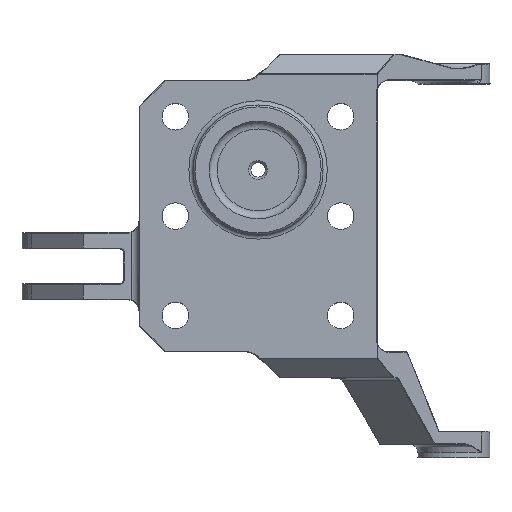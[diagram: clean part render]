
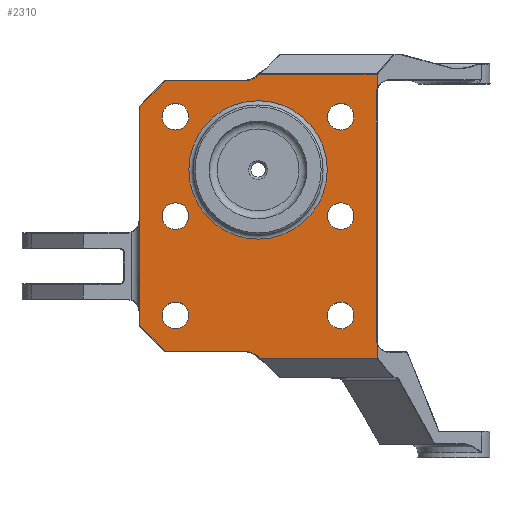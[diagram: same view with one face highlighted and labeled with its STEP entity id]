
A CAD part, top view. The second image highlights one B-rep face of the part: STEP entity #2310.
In plain terms, the highlighted planar face has unit normal (0, 0, 1).
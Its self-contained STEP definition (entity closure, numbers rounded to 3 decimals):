
#2178=ELLIPSE('',#5904,0.422,0.254);
#2179=ELLIPSE('',#5905,6.825,4.826);
#2180=ELLIPSE('',#5906,6.825,4.826);
#2181=ELLIPSE('',#5907,0.422,0.254);
#2223=FACE_BOUND('',#2855,.T.);
#2224=FACE_BOUND('',#2856,.T.);
#2225=FACE_BOUND('',#2857,.T.);
#2226=FACE_BOUND('',#2858,.T.);
#2227=FACE_BOUND('',#2859,.T.);
#2228=FACE_BOUND('',#2860,.T.);
#2229=FACE_BOUND('',#2861,.T.);
#2230=FACE_BOUND('',#2862,.T.);
#2310=ADVANCED_FACE('',(#2223,#2224,#2225,#2226,#2227,#2228,#2229,#2230),
#2576,.T.);
#2576=PLANE('',#5914);
#2855=EDGE_LOOP('',(#3482));
#2856=EDGE_LOOP('',(#3483,#3484,#3485,#3486,#3487,#3488,#3489,#3490,#3491,
#3492,#3493,#3494,#3495,#3496,#3497,#3498));
#2857=EDGE_LOOP('',(#3499));
#2858=EDGE_LOOP('',(#3500));
#2859=EDGE_LOOP('',(#3501));
#2860=EDGE_LOOP('',(#3502));
#2861=EDGE_LOOP('',(#3503));
#2862=EDGE_LOOP('',(#3504));
#3163=CIRCLE('',#5901,27.019);
#3164=CIRCLE('',#5902,4.826);
#3165=CIRCLE('',#5903,4.826);
#3166=CIRCLE('',#5908,5.188);
#3167=CIRCLE('',#5909,5.188);
#3168=CIRCLE('',#5910,5.188);
#3169=CIRCLE('',#5911,5.188);
#3170=CIRCLE('',#5912,5.188);
#3171=CIRCLE('',#5913,5.188);
#3482=ORIENTED_EDGE('',*,*,#4945,.T.);
#3483=ORIENTED_EDGE('',*,*,#4908,.T.);
#3484=ORIENTED_EDGE('',*,*,#4946,.T.);
#3485=ORIENTED_EDGE('',*,*,#4947,.T.);
#3486=ORIENTED_EDGE('',*,*,#4948,.T.);
#3487=ORIENTED_EDGE('',*,*,#4949,.F.);
#3488=ORIENTED_EDGE('',*,*,#4950,.T.);
#3489=ORIENTED_EDGE('',*,*,#4951,.T.);
#3490=ORIENTED_EDGE('',*,*,#4952,.T.);
#3491=ORIENTED_EDGE('',*,*,#4953,.T.);
#3492=ORIENTED_EDGE('',*,*,#4954,.T.);
#3493=ORIENTED_EDGE('',*,*,#4955,.T.);
#3494=ORIENTED_EDGE('',*,*,#4956,.T.);
#3495=ORIENTED_EDGE('',*,*,#4957,.T.);
#3496=ORIENTED_EDGE('',*,*,#4958,.T.);
#3497=ORIENTED_EDGE('',*,*,#4959,.T.);
#3498=ORIENTED_EDGE('',*,*,#4960,.T.);
#3499=ORIENTED_EDGE('',*,*,#4961,.F.);
#3500=ORIENTED_EDGE('',*,*,#4962,.F.);
#3501=ORIENTED_EDGE('',*,*,#4963,.F.);
#3502=ORIENTED_EDGE('',*,*,#4964,.F.);
#3503=ORIENTED_EDGE('',*,*,#4965,.F.);
#3504=ORIENTED_EDGE('',*,*,#4966,.F.);
#4581=VERTEX_POINT('',#7795);
#4582=VERTEX_POINT('',#7797);
#4618=VERTEX_POINT('',#7898);
#4619=VERTEX_POINT('',#7900);
#4620=VERTEX_POINT('',#7902);
#4621=VERTEX_POINT('',#7904);
#4622=VERTEX_POINT('',#7906);
#4623=VERTEX_POINT('',#7908);
#4624=VERTEX_POINT('',#7910);
#4625=VERTEX_POINT('',#7912);
#4626=VERTEX_POINT('',#7914);
#4627=VERTEX_POINT('',#7916);
#4628=VERTEX_POINT('',#7918);
#4629=VERTEX_POINT('',#7920);
#4630=VERTEX_POINT('',#7922);
#4631=VERTEX_POINT('',#7924);
#4632=VERTEX_POINT('',#7926);
#4633=VERTEX_POINT('',#7929);
#4634=VERTEX_POINT('',#7931);
#4635=VERTEX_POINT('',#7933);
#4636=VERTEX_POINT('',#7935);
#4637=VERTEX_POINT('',#7937);
#4638=VERTEX_POINT('',#7939);
#4908=EDGE_CURVE('',#4582,#4581,#5465,.T.);
#4945=EDGE_CURVE('',#4618,#4618,#3163,.T.);
#4946=EDGE_CURVE('',#4581,#4619,#3164,.T.);
#4947=EDGE_CURVE('',#4619,#4620,#5497,.T.);
#4948=EDGE_CURVE('',#4620,#4621,#3165,.T.);
#4949=EDGE_CURVE('',#4622,#4621,#5498,.T.);
#4950=EDGE_CURVE('',#4622,#4623,#2178,.T.);
#4951=EDGE_CURVE('',#4623,#4624,#5499,.T.);
#4952=EDGE_CURVE('',#4624,#4625,#2179,.T.);
#4953=EDGE_CURVE('',#4625,#4626,#5500,.T.);
#4954=EDGE_CURVE('',#4626,#4627,#5501,.T.);
#4955=EDGE_CURVE('',#4627,#4628,#5502,.T.);
#4956=EDGE_CURVE('',#4628,#4629,#5503,.T.);
#4957=EDGE_CURVE('',#4629,#4630,#5504,.T.);
#4958=EDGE_CURVE('',#4630,#4631,#2180,.T.);
#4959=EDGE_CURVE('',#4631,#4632,#5505,.T.);
#4960=EDGE_CURVE('',#4632,#4582,#2181,.T.);
#4961=EDGE_CURVE('',#4633,#4633,#3166,.T.);
#4962=EDGE_CURVE('',#4634,#4634,#3167,.T.);
#4963=EDGE_CURVE('',#4635,#4635,#3168,.T.);
#4964=EDGE_CURVE('',#4636,#4636,#3169,.T.);
#4965=EDGE_CURVE('',#4637,#4637,#3170,.T.);
#4966=EDGE_CURVE('',#4638,#4638,#3171,.T.);
#5465=LINE('',#7796,#5683);
#5497=LINE('',#7901,#5715);
#5498=LINE('',#7905,#5716);
#5499=LINE('',#7909,#5717);
#5500=LINE('',#7913,#5718);
#5501=LINE('',#7915,#5719);
#5502=LINE('',#7917,#5720);
#5503=LINE('',#7919,#5721);
#5504=LINE('',#7921,#5722);
#5505=LINE('',#7925,#5723);
#5683=VECTOR('',#6459,1.);
#5715=VECTOR('',#6517,1.);
#5716=VECTOR('',#6520,1.);
#5717=VECTOR('',#6523,1.);
#5718=VECTOR('',#6526,1.);
#5719=VECTOR('',#6527,1.);
#5720=VECTOR('',#6528,1.);
#5721=VECTOR('',#6529,1.);
#5722=VECTOR('',#6530,1.);
#5723=VECTOR('',#6533,1.);
#5901=AXIS2_PLACEMENT_3D('',#7897,#6513,#6514);
#5902=AXIS2_PLACEMENT_3D('',#7899,#6515,#6516);
#5903=AXIS2_PLACEMENT_3D('',#7903,#6518,#6519);
#5904=AXIS2_PLACEMENT_3D('',#7907,#6521,#6522);
#5905=AXIS2_PLACEMENT_3D('',#7911,#6524,#6525);
#5906=AXIS2_PLACEMENT_3D('',#7923,#6531,#6532);
#5907=AXIS2_PLACEMENT_3D('',#7927,#6534,#6535);
#5908=AXIS2_PLACEMENT_3D('',#7928,#6536,#6537);
#5909=AXIS2_PLACEMENT_3D('',#7930,#6538,#6539);
#5910=AXIS2_PLACEMENT_3D('',#7932,#6540,#6541);
#5911=AXIS2_PLACEMENT_3D('',#7934,#6542,#6543);
#5912=AXIS2_PLACEMENT_3D('',#7936,#6544,#6545);
#5913=AXIS2_PLACEMENT_3D('',#7938,#6546,#6547);
#5914=AXIS2_PLACEMENT_3D('',#7940,#6548,#6549);
#6459=DIRECTION('',(0.,1.,0.));
#6513=DIRECTION('',(0.,0.,-1.));
#6514=DIRECTION('',(1.,0.,0.));
#6515=DIRECTION('',(0.,0.,-1.));
#6516=DIRECTION('',(1.,0.,0.));
#6517=DIRECTION('',(0.,1.,0.));
#6518=DIRECTION('',(0.,0.,-1.));
#6519=DIRECTION('',(1.,0.,0.));
#6520=DIRECTION('',(0.,-1.,0.));
#6521=DIRECTION('',(0.,0.,1.));
#6522=DIRECTION('',(0.656,0.755,0.));
#6523=DIRECTION('',(-1.,0.,0.));
#6524=DIRECTION('',(0.,0.,-1.));
#6525=DIRECTION('',(1.,0.,0.));
#6526=DIRECTION('',(-1.,0.,0.));
#6527=DIRECTION('',(-0.707,-0.707,0.));
#6528=DIRECTION('',(0.,-1.,0.));
#6529=DIRECTION('',(0.707,-0.707,0.));
#6530=DIRECTION('',(1.,0.,0.));
#6531=DIRECTION('',(0.,0.,-1.));
#6532=DIRECTION('',(-1.,0.,0.));
#6533=DIRECTION('',(1.,0.,0.));
#6534=DIRECTION('',(0.,0.,1.));
#6535=DIRECTION('',(-0.656,0.755,0.));
#6536=DIRECTION('',(0.,0.,1.));
#6537=DIRECTION('',(1.,0.,0.));
#6538=DIRECTION('',(0.,0.,1.));
#6539=DIRECTION('',(1.,0.,0.));
#6540=DIRECTION('',(0.,0.,1.));
#6541=DIRECTION('',(1.,0.,0.));
#6542=DIRECTION('',(0.,0.,1.));
#6543=DIRECTION('',(1.,0.,0.));
#6544=DIRECTION('',(0.,0.,1.));
#6545=DIRECTION('',(1.,0.,0.));
#6546=DIRECTION('',(0.,0.,1.));
#6547=DIRECTION('',(1.,0.,0.));
#6548=DIRECTION('',(0.,0.,1.));
#6549=DIRECTION('',(1.,0.,0.));
#7795=CARTESIAN_POINT('',(0.,-49.996,0.));
#7796=CARTESIAN_POINT('',(0.,-129.223,0.));
#7797=CARTESIAN_POINT('',(0.,-55.37,0.));
#7897=CARTESIAN_POINT('',(-46.482,18.021,0.));
#7898=CARTESIAN_POINT('',(-19.463,18.021,0.));
#7899=CARTESIAN_POINT('',(4.572,-48.451,0.));
#7900=CARTESIAN_POINT('',(-0.254,-48.451,0.));
#7901=CARTESIAN_POINT('',(-0.254,48.451,0.));
#7902=CARTESIAN_POINT('',(-0.254,48.451,0.));
#7903=CARTESIAN_POINT('',(4.572,48.451,0.));
#7904=CARTESIAN_POINT('',(0.,49.996,0.));
#7905=CARTESIAN_POINT('',(0.,58.103,0.));
#7906=CARTESIAN_POINT('',(0.,55.37,0.));
#7907=CARTESIAN_POINT('',(-0.337,55.203,0.));
#7908=CARTESIAN_POINT('',(-0.015,55.457,0.));
#7909=CARTESIAN_POINT('',(-135.827,55.457,0.));
#7910=CARTESIAN_POINT('',(-46.024,55.457,0.));
#7911=CARTESIAN_POINT('',(-52.143,57.595,0.));
#7912=CARTESIAN_POINT('',(-52.143,52.769,0.));
#7913=CARTESIAN_POINT('',(-82.804,52.769,0.));
#7914=CARTESIAN_POINT('',(-82.699,52.769,0.));
#7915=CARTESIAN_POINT('',(-92.784,42.683,0.));
#7916=CARTESIAN_POINT('',(-92.71,42.757,0.));
#7917=CARTESIAN_POINT('',(-92.71,-42.863,0.));
#7918=CARTESIAN_POINT('',(-92.71,-42.757,0.));
#7919=CARTESIAN_POINT('',(-135.647,0.18,0.));
#7920=CARTESIAN_POINT('',(-82.699,-52.769,0.));
#7921=CARTESIAN_POINT('',(-52.397,-52.769,0.));
#7922=CARTESIAN_POINT('',(-52.143,-52.769,0.));
#7923=CARTESIAN_POINT('',(-52.143,-57.595,0.));
#7924=CARTESIAN_POINT('',(-46.024,-55.457,0.));
#7925=CARTESIAN_POINT('',(-135.827,-55.457,0.));
#7926=CARTESIAN_POINT('',(-0.015,-55.457,0.));
#7927=CARTESIAN_POINT('',(-0.337,-55.203,0.));
#7928=CARTESIAN_POINT('',(-78.74,-38.811,0.));
#7929=CARTESIAN_POINT('',(-73.552,-38.811,0.));
#7930=CARTESIAN_POINT('',(-78.74,-0.013,0.));
#7931=CARTESIAN_POINT('',(-73.552,-0.013,0.));
#7932=CARTESIAN_POINT('',(-78.74,38.786,0.));
#7933=CARTESIAN_POINT('',(-73.552,38.786,0.));
#7934=CARTESIAN_POINT('',(-14.224,-38.811,0.));
#7935=CARTESIAN_POINT('',(-9.036,-38.811,0.));
#7936=CARTESIAN_POINT('',(-14.224,-0.013,0.));
#7937=CARTESIAN_POINT('',(-9.036,-0.013,0.));
#7938=CARTESIAN_POINT('',(-14.224,38.786,0.));
#7939=CARTESIAN_POINT('',(-9.036,38.786,0.));
#7940=CARTESIAN_POINT('',(-135.827,0.,0.));
